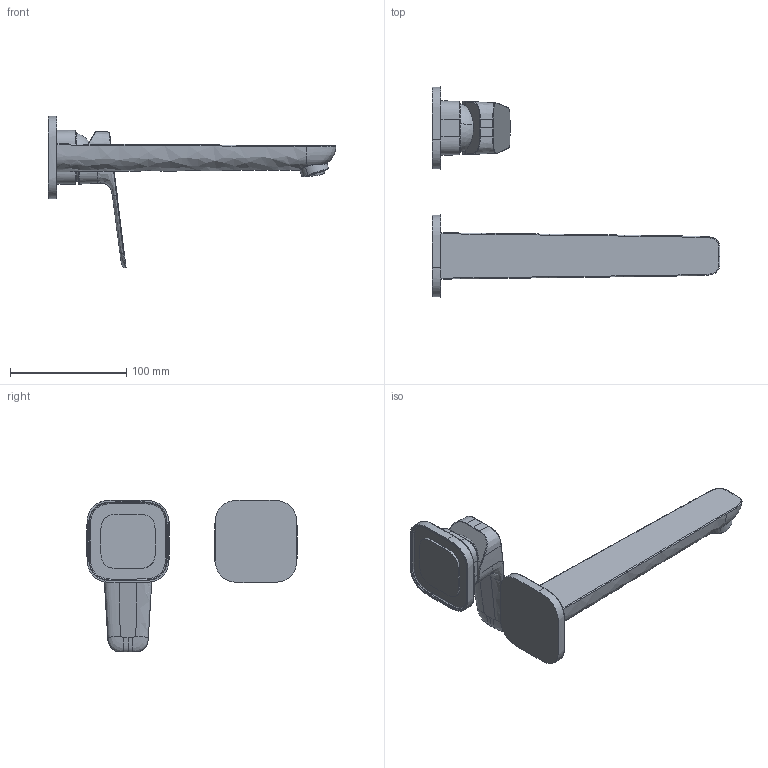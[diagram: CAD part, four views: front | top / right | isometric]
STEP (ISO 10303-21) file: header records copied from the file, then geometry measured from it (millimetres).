
FILE_DESCRIPTION(/* description */ ('AP214 STEP file'),/* implementation_level */ '2;1');
FILE_NAME(/* name */ '1017890000_out.stp',/* time_stamp */ '2025-01-24T06:33:29+01:00',/* author */ (''),/* organization */ (''),/* preprocessor_version */ 'ST-DEVELOPER v18.1',/* originating_system */ 'Elysium Co. Ltd. STEP Translator v8.3.0.0',/* authorisation */ '');
FILE_SCHEMA (('AUTOMOTIVE_DESIGN { 1 0 10303 214 3 1 1 }'));
Length unit declared in the file: millimetre
Products named in the file (1): 1017890000_extract
Bounding box: 247.43 x 180.78 x 130.6 mm (x, y, z)
Volume: 329955 mm3; surface area: 63098.3 mm2
Topology: 2 solids, 2 shells, 177 faces, 486 edges, 322 vertices
Faces by surface type: bspline 88, plane 29, cylinder 26, extrusion 17, torus 8, cone 5, sphere 4
Entity records: 13879 total; most frequent: CARTESIAN_POINT 8857, ORIENTED_EDGE 972, EDGE_CURVE 486, B_SPLINE_CURVE_WITH_KNOTS 372, STYLED_ITEM 354, VERTEX_POINT 322, EDGE_LOOP 186, FILL_AREA_STYLE_COLOUR 181
